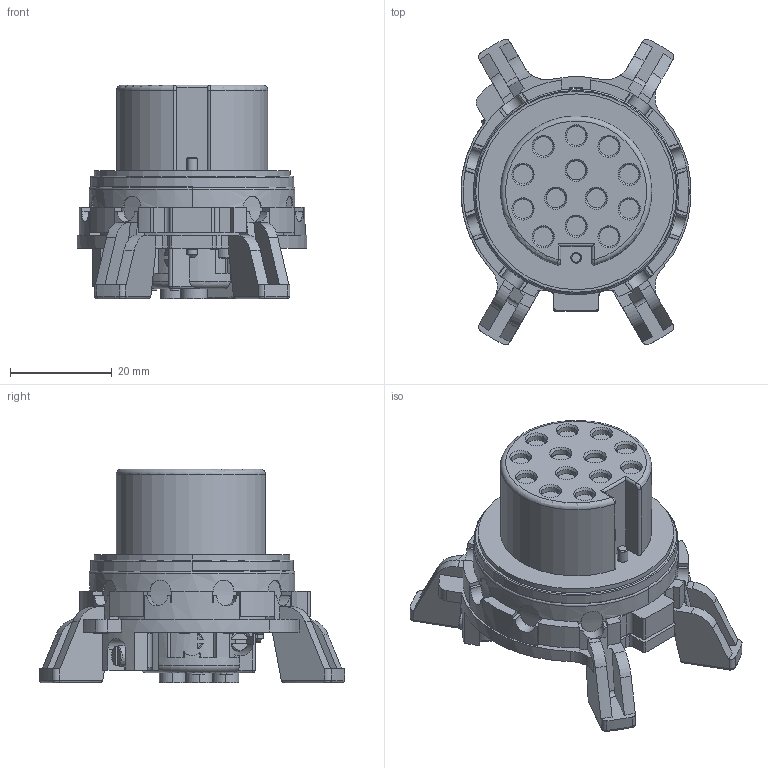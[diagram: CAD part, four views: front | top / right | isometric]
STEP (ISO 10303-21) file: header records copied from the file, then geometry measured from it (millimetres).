
FILE_DESCRIPTION((''),'2;1');
FILE_NAME('380155_SW0001','2021-05-28T14:37:20',('teru'),(''),'CREO PARAMETRIC BY PTC INC, 2017380','CREO PARAMETRIC BY PTC INC, 2017380','');
FILE_SCHEMA(('CONFIG_CONTROL_DESIGN'));
Length unit declared in the file: millimetre
Products named in the file (1): 380155_SW0001
Bounding box: 45.31 x 60.19 x 42.1 mm (x, y, z)
Volume: 38012.6 mm3; surface area: 12768.9 mm2
Topology: 1 solids, 7 shells, 1365 faces, 3741 edges, 2450 vertices
Faces by surface type: plane 944, cylinder 273, cone 80, torus 62, bspline 5, sphere 1
Entity records: 46380 total; most frequent: CARTESIAN_POINT 11516, ORIENTED_EDGE 7478, DIRECTION 6984, EDGE_CURVE 3739, VECTOR 2654, LINE 2654, VERTEX_POINT 2452, AXIS2_PLACEMENT_3D 2165
